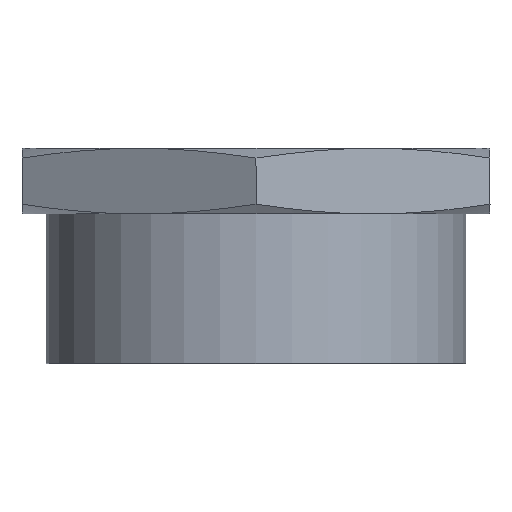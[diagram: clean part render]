
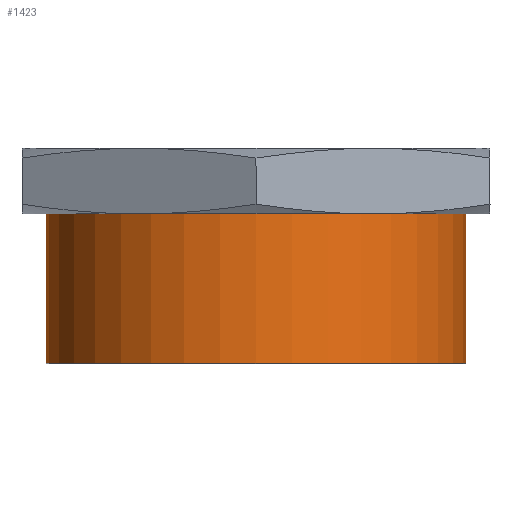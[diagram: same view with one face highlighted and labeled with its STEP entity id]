
A CAD part, left-side view. The second image highlights one B-rep face of the part: STEP entity #1423.
In plain terms, the highlighted cylindrical face has radius 22.422 mm (diameter 44.845 mm), a full revolution.
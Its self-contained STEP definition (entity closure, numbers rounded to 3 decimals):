
#633=CYLINDRICAL_SURFACE('',#1382,22.423);
#799=ORIENTED_EDGE('',*,*,#889,.F.);
#800=ORIENTED_EDGE('',*,*,#935,.T.);
#813=CIRCLE('',#1318,22.423);
#831=CIRCLE('',#1381,22.423);
#845=VERTEX_POINT('',#1201);
#874=VERTEX_POINT('',#1299);
#889=EDGE_CURVE('',#845,#845,#813,.T.);
#935=EDGE_CURVE('',#874,#874,#831,.T.);
#968=EDGE_LOOP('',(#799));
#969=EDGE_LOOP('',(#800));
#1002=FACE_BOUND('',#968,.T.);
#1003=FACE_BOUND('',#969,.T.);
#1036=DIRECTION('',(0.,0.,1.));
#1037=DIRECTION('',(22.423,0.,0.));
#1168=DIRECTION('',(0.,0.,1.));
#1169=DIRECTION('',(0.,22.423,0.));
#1170=DIRECTION('',(0.,0.,-1.));
#1171=DIRECTION('',(1.,0.,0.));
#1201=CARTESIAN_POINT('',(51.759,0.,41.709));
#1202=CARTESIAN_POINT('',(29.337,0.,41.709));
#1299=CARTESIAN_POINT('',(29.337,22.423,25.73));
#1300=CARTESIAN_POINT('',(29.337,0.,25.73));
#1301=CARTESIAN_POINT('',(29.337,0.,41.709));
#1318=AXIS2_PLACEMENT_3D('',#1202,#1036,#1037);
#1381=AXIS2_PLACEMENT_3D('',#1300,#1168,#1169);
#1382=AXIS2_PLACEMENT_3D('',#1301,#1170,#1171);
#1423=ADVANCED_FACE('',(#1002,#1003),#633,.T.);
